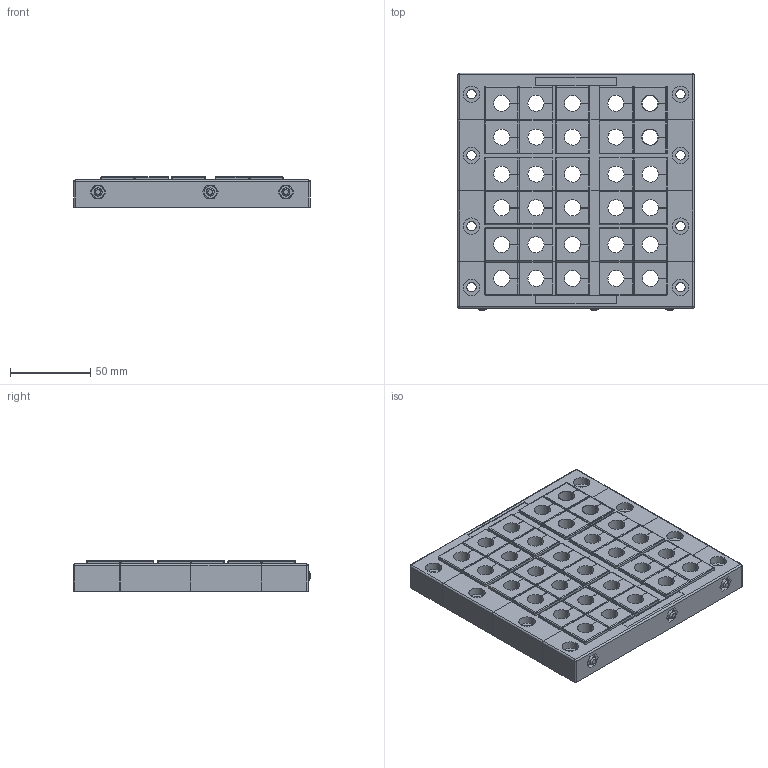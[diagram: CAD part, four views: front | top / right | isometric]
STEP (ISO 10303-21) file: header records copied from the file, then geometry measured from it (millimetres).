
FILE_DESCRIPTION(('STEP AP242'),'1');
FILE_NAME('42234.stp','2020-06-03T12:56:59',('TraceParts'),('TraceParts S.A.'),'Spatial InterOp 3D',' ',' ');
FILE_SCHEMA(('AP242_MANAGED_MODEL_BASED_3D_ENGINEERING_MIM_LF {1 0 10303 442 1 1 4}'));
Length unit declared in the file: millimetre
Products named in the file (1): 42234_1
Bounding box: 147 x 147.5 x 19 mm (x, y, z)
Volume: 378307.6 mm3; surface area: 185060.6 mm2
Topology: 43 solids, 43 shells, 1428 faces, 3606 edges, 2146 vertices
Faces by surface type: plane 767, cylinder 485, sphere 140, cone 30, torus 6
Entity records: 41557 total; most frequent: DIRECTION 7330, CARTESIAN_POINT 7317, ORIENTED_EDGE 6932, EDGE_CURVE 3466, AXIS2_PLACEMENT_3D 2447, LINE 2436, VECTOR 2436, VERTEX_POINT 2146
